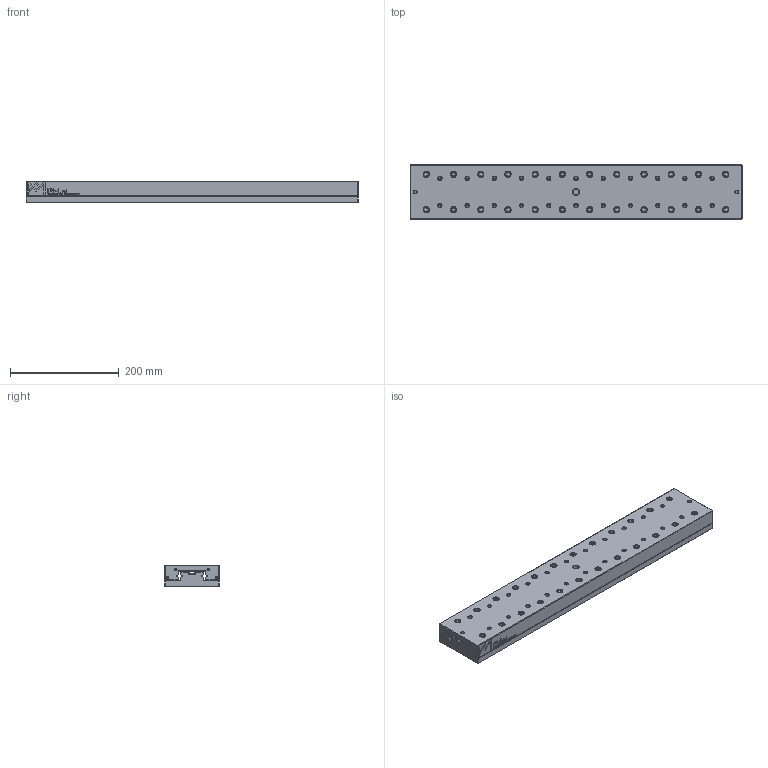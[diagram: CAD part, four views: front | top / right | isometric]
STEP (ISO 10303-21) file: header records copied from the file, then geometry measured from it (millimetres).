
FILE_DESCRIPTION(/* description */ (''),/* implementation_level */ '2;1');
FILE_NAME(/* name */ 'RTA-6600.stp',/* time_stamp */ '2024-09-11T13:28:25+02:00',/* author */ (''),/* organization */ (''),/* preprocessor_version */ 'ST-DEVELOPER v16.7',/* originating_system */ 'SIEMENS PLM Software NX 12.0',/* authorisation */ '');
FILE_SCHEMA (('AUTOMOTIVE_DESIGN { 1 0 10303 214 3 1 1 1 }'));
Length unit declared in the file: millimetre
Products named in the file (1): RTA-6600_stp
Bounding box: 610 x 100 x 40 mm (x, y, z)
Volume: 2273921 mm3; surface area: 386092.1 mm2
Topology: 2 solids, 2 shells, 1626 faces, 3911 edges, 2513 vertices
Faces by surface type: plane 1094, cone 185, bspline 180, cylinder 167
Full cylindrical faces by diameter (mm): 4 x8, 6 x36, 6.8 x12, 10 x48, 11 x57
Entity records: 49594 total; most frequent: CARTESIAN_POINT 10097, ORIENTED_EDGE 7034, DIRECTION 6584, EDGE_CURVE 3517, LINE 2624, VECTOR 2624, VERTEX_POINT 2469, EDGE_LOOP 2258
